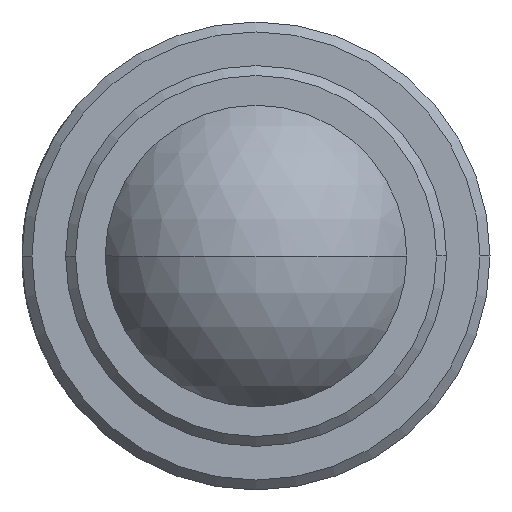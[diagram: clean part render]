
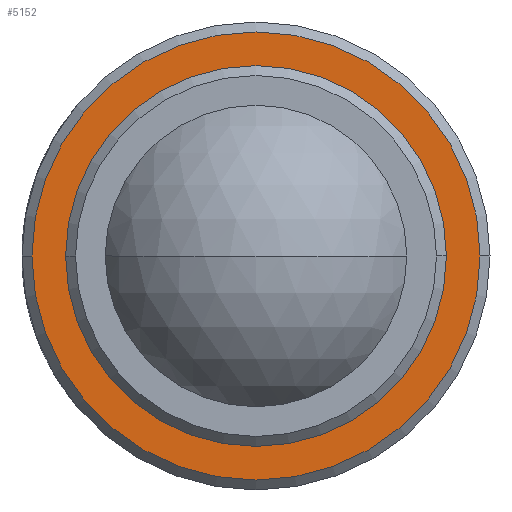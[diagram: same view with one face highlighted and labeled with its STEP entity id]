
A CAD part, left-side view. The second image highlights one B-rep face of the part: STEP entity #5152.
In plain terms, the highlighted planar face has unit normal (-1, 0, 0).
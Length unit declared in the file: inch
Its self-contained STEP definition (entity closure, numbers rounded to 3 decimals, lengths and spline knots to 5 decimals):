
#48 = ORIENTED_EDGE ( 'NONE', *, *, #1019, .T. ) ;
#279 = ORIENTED_EDGE ( 'NONE', *, *, #2738, .F. ) ;
#620 = CIRCLE ( 'NONE', #3642, 0.48 ) ;
#790 = DIRECTION ( 'NONE',  ( -1., 0., 0. ) ) ;
#811 = EDGE_CURVE ( 'NONE', #5713, #4660, #8174, .T. ) ;
#860 = DIRECTION ( 'NONE',  ( 0., 1., 0. ) ) ;
#979 = PLANE ( 'NONE',  #1481 ) ;
#1019 = EDGE_CURVE ( 'NONE', #4660, #5713, #2725, .T. ) ;
#1035 = DIRECTION ( 'NONE',  ( -1., 0., 0. ) ) ;
#1481 = AXIS2_PLACEMENT_3D ( 'NONE', #3222, #7820, #3903 ) ;
#1689 = DIRECTION ( 'NONE',  ( 0., 1., 0. ) ) ;
#1713 = FACE_BOUND ( 'NONE', #6686, .T. ) ;
#1933 = CARTESIAN_POINT ( 'NONE',  ( -1.3175, 0., 0. ) ) ;
#2005 = ORIENTED_EDGE ( 'NONE', *, *, #7029, .F. ) ;
#2351 = CIRCLE ( 'NONE', #8308, 0.48 ) ;
#2594 = DIRECTION ( 'NONE',  ( 0., -1., 0. ) ) ;
#2725 = CIRCLE ( 'NONE', #8013, 0.565 ) ;
#2738 = EDGE_CURVE ( 'NONE', #5693, #4211, #620, .T. ) ;
#3222 = CARTESIAN_POINT ( 'NONE',  ( -1.3175, -2.14503, 0. ) ) ;
#3424 = DIRECTION ( 'NONE',  ( -1., 0., 0. ) ) ;
#3467 = FACE_OUTER_BOUND ( 'NONE', #6693, .T. ) ;
#3642 = AXIS2_PLACEMENT_3D ( 'NONE', #4743, #790, #5406 ) ;
#3666 = CARTESIAN_POINT ( 'NONE',  ( -1.3175, 0., 0. ) ) ;
#3903 = DIRECTION ( 'NONE',  ( 0., 1., 0. ) ) ;
#4211 = VERTEX_POINT ( 'NONE', #5727 ) ;
#4584 = CARTESIAN_POINT ( 'NONE',  ( -1.3175, -0.565, 0. ) ) ;
#4660 = VERTEX_POINT ( 'NONE', #4584 ) ;
#4743 = CARTESIAN_POINT ( 'NONE',  ( -1.3175, 0., 0. ) ) ;
#5152 = ADVANCED_FACE ( 'NONE', ( #3467, #1713 ), #979, .F. ) ;
#5406 = DIRECTION ( 'NONE',  ( 0., -1., 0. ) ) ;
#5693 = VERTEX_POINT ( 'NONE', #6261 ) ;
#5713 = VERTEX_POINT ( 'NONE', #8219 ) ;
#5727 = CARTESIAN_POINT ( 'NONE',  ( -1.3175, -0.48, 0. ) ) ;
#5814 = AXIS2_PLACEMENT_3D ( 'NONE', #6459, #3424, #860 ) ;
#6261 = CARTESIAN_POINT ( 'NONE',  ( -1.3175, 0.48, 0. ) ) ;
#6459 = CARTESIAN_POINT ( 'NONE',  ( -1.3175, 0., 0. ) ) ;
#6543 = DIRECTION ( 'NONE',  ( -1., 0., 0. ) ) ;
#6686 = EDGE_LOOP ( 'NONE', ( #2005, #279 ) ) ;
#6693 = EDGE_LOOP ( 'NONE', ( #8116, #48 ) ) ;
#7029 = EDGE_CURVE ( 'NONE', #4211, #5693, #2351, .T. ) ;
#7820 = DIRECTION ( 'NONE',  ( 1., 0., 0. ) ) ;
#8013 = AXIS2_PLACEMENT_3D ( 'NONE', #3666, #1035, #1689 ) ;
#8116 = ORIENTED_EDGE ( 'NONE', *, *, #811, .T. ) ;
#8174 = CIRCLE ( 'NONE', #5814, 0.565 ) ;
#8219 = CARTESIAN_POINT ( 'NONE',  ( -1.3175, 0.565, 0. ) ) ;
#8308 = AXIS2_PLACEMENT_3D ( 'NONE', #1933, #6543, #2594 ) ;
